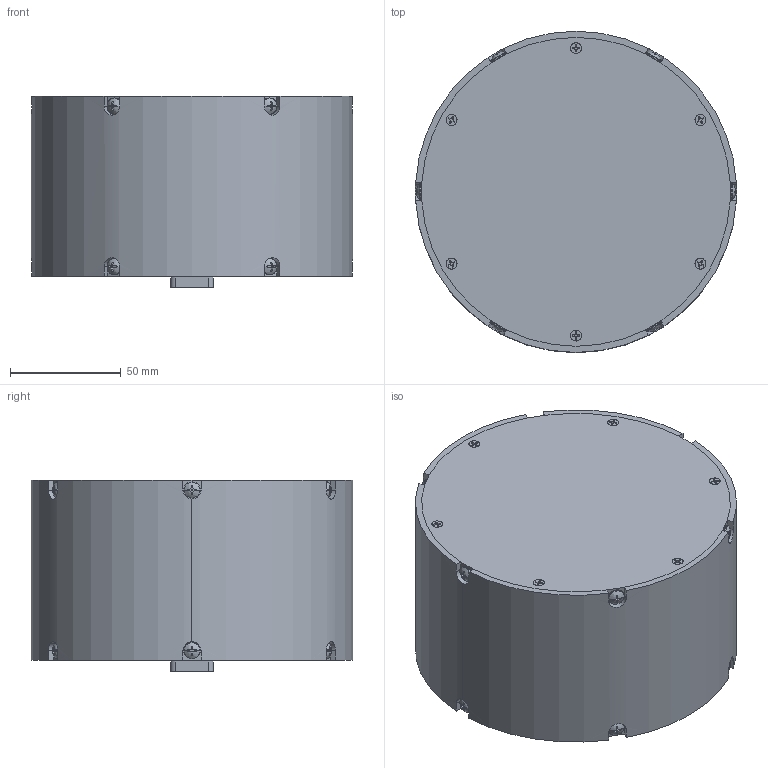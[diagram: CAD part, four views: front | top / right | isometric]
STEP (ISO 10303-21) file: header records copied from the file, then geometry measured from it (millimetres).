
FILE_DESCRIPTION (( 'STEP AP214' ), '1' );
FILE_NAME ('PEWAN1133 ¦ FMWAN1133.step', '2022-03-03T17:09:37', ( '' ), ( '' ), 'SwSTEP 2.0', 'SolidWorks 2021', '' );
FILE_SCHEMA (( 'AUTOMOTIVE_DESIGN' ));
Length unit declared in the file: inch
Products named in the file (1): PEWAN1133 ｦ FMWAN1133
Bounding box: 144.78 x 144.78 x 86.11 mm (x, y, z)
Volume: 1227271.9 mm3; surface area: 76382 mm2
Topology: 1 solids, 5 shells, 977 faces, 2548 edges, 1632 vertices
Faces by surface type: plane 495, cylinder 270, cone 128, bspline 80, torus 4
Entity records: 36800 total; most frequent: CARTESIAN_POINT 14492, ORIENTED_EDGE 5072, DIRECTION 4082, EDGE_CURVE 2536, VERTEX_POINT 1632, AXIS2_PLACEMENT_3D 1448, VECTOR 1186, LINE 1186
